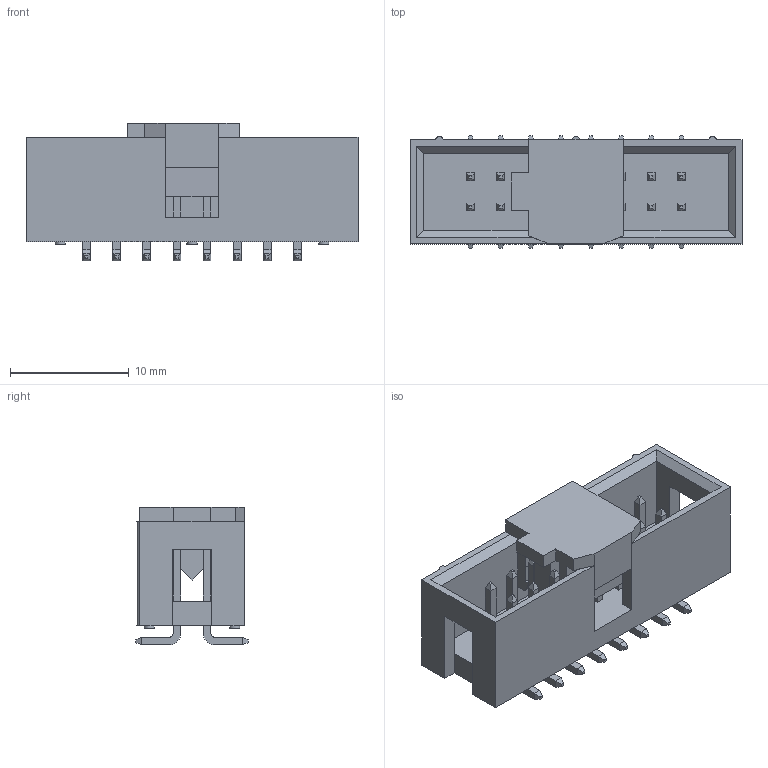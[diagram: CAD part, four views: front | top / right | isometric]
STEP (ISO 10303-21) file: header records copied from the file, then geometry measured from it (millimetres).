
FILE_DESCRIPTION( ( 'Unknown' ), '1' );
FILE_NAME( '61231620621.stp', 'Unknown', ( 'Unknown' ), ( 'Unknown' ), 'PSStep 14.0', 'Unknown', ' ' );
FILE_SCHEMA( ( 'AUTOMOTIVE_DESIGN { 1 0 10303 214 1 1 1 1 }' ) );
Length unit declared in the file: millimetre
Products named in the file (4): Assem1; 6120xx20621_PIN; 6120xx20621_PAD; 61201621621
Assembly tree (18 placements, depth 2):
  Assem1
    6120xx20621_PIN  x16
    6120xx20621_PAD
    61201621621
Bounding box: 27.98 x 9.5 x 11.62 mm (x, y, z)
Volume: 1240.5 mm3; surface area: 2527.7 mm2
Topology: 18 solids, 18 shells, 498 faces, 1184 edges, 724 vertices
Faces by surface type: plane 457, cylinder 41
Full cylindrical faces by diameter (mm): 0.85 x6
Entity records: 8684 total; most frequent: CARTESIAN_POINT 1177, ORIENTED_EDGE 1144, DIRECTION 1088, EDGE_CURVE 572, LINE 550, VECTOR 550, VERTEX_POINT 358, EDGE_LOOP 272
